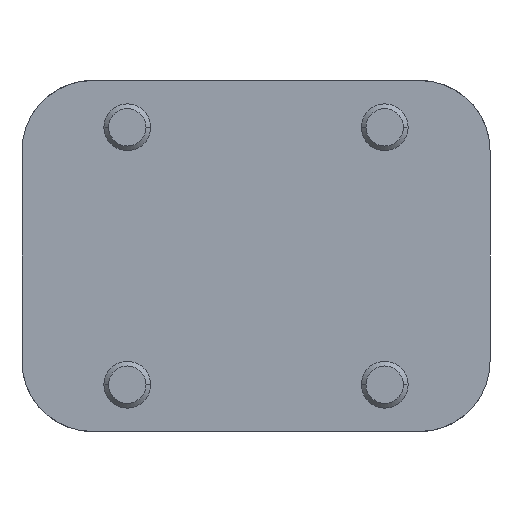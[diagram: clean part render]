
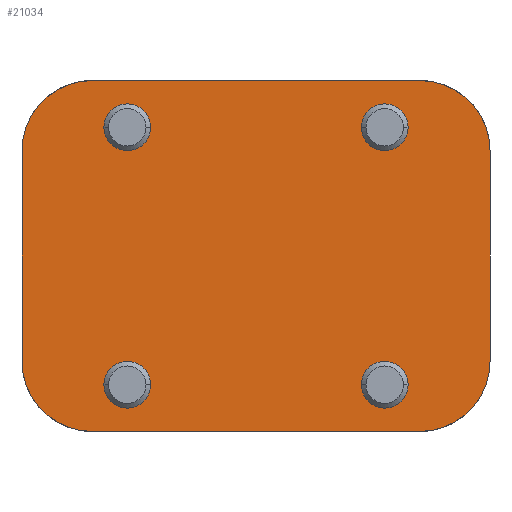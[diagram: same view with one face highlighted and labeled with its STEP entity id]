
A CAD part, front view. The second image highlights one B-rep face of the part: STEP entity #21034.
In plain terms, the highlighted planar face has unit normal (0, -1, 0).
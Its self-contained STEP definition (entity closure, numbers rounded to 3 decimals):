
#131=CARTESIAN_POINT('',(35.,-29.,-22.5));
#132=DIRECTION('',(0.,-1.,0.));
#133=DIRECTION('',(0.,0.,-1.));
#134=AXIS2_PLACEMENT_3D('',#131,#132,#133);
#136=DIRECTION('',(1.,0.,0.));
#137=VECTOR('',#136,70.);
#138=CARTESIAN_POINT('',(-35.,-29.,-37.5));
#139=LINE('',#138,#137);
#140=CARTESIAN_POINT('',(-35.,-29.,-22.5));
#141=DIRECTION('',(0.,-1.,0.));
#142=DIRECTION('',(-1.,0.,0.));
#143=AXIS2_PLACEMENT_3D('',#140,#141,#142);
#145=DIRECTION('',(0.,0.,1.));
#146=VECTOR('',#145,45.);
#147=CARTESIAN_POINT('',(-50.,-29.,-22.5));
#148=LINE('',#147,#146);
#149=CARTESIAN_POINT('',(-35.,-29.,22.5));
#150=DIRECTION('',(0.,-1.,0.));
#151=DIRECTION('',(0.,0.,1.));
#152=AXIS2_PLACEMENT_3D('',#149,#150,#151);
#154=DIRECTION('',(1.,0.,0.));
#155=VECTOR('',#154,70.);
#156=CARTESIAN_POINT('',(-35.,-29.,37.5));
#157=LINE('',#156,#155);
#158=CARTESIAN_POINT('',(35.,-29.,22.5));
#159=DIRECTION('',(0.,-1.,0.));
#160=DIRECTION('',(1.,0.,0.));
#161=AXIS2_PLACEMENT_3D('',#158,#159,#160);
#163=DIRECTION('',(0.,0.,-1.));
#164=VECTOR('',#163,45.);
#165=CARTESIAN_POINT('',(50.,-29.,22.5));
#166=LINE('',#165,#164);
#167=CARTESIAN_POINT('',(27.5,-29.,27.5));
#168=DIRECTION('',(0.,1.,0.));
#169=DIRECTION('',(-1.,0.,0.));
#170=AXIS2_PLACEMENT_3D('',#167,#168,#169);
#172=CARTESIAN_POINT('',(27.5,-29.,27.5));
#173=DIRECTION('',(0.,1.,0.));
#174=DIRECTION('',(1.,0.,0.));
#175=AXIS2_PLACEMENT_3D('',#172,#173,#174);
#177=CARTESIAN_POINT('',(-27.5,-29.,27.5));
#178=DIRECTION('',(0.,-1.,0.));
#179=DIRECTION('',(1.,0.,0.));
#180=AXIS2_PLACEMENT_3D('',#177,#178,#179);
#182=CARTESIAN_POINT('',(-27.5,-29.,27.5));
#183=DIRECTION('',(0.,-1.,0.));
#184=DIRECTION('',(-1.,0.,0.));
#185=AXIS2_PLACEMENT_3D('',#182,#183,#184);
#187=CARTESIAN_POINT('',(27.5,-29.,-27.5));
#188=DIRECTION('',(0.,-1.,0.));
#189=DIRECTION('',(-1.,0.,0.));
#190=AXIS2_PLACEMENT_3D('',#187,#188,#189);
#192=CARTESIAN_POINT('',(27.5,-29.,-27.5));
#193=DIRECTION('',(0.,-1.,0.));
#194=DIRECTION('',(1.,0.,0.));
#195=AXIS2_PLACEMENT_3D('',#192,#193,#194);
#197=CARTESIAN_POINT('',(-27.5,-29.,-27.5));
#198=DIRECTION('',(0.,1.,0.));
#199=DIRECTION('',(1.,0.,0.));
#200=AXIS2_PLACEMENT_3D('',#197,#198,#199);
#202=CARTESIAN_POINT('',(-27.5,-29.,-27.5));
#203=DIRECTION('',(0.,1.,0.));
#204=DIRECTION('',(-1.,0.,0.));
#205=AXIS2_PLACEMENT_3D('',#202,#203,#204);
#17159=CARTESIAN_POINT('',(50.,-29.,-22.5));
#17161=VERTEX_POINT('',#17159);
#17164=CARTESIAN_POINT('',(-50.,-29.,-22.5));
#17166=VERTEX_POINT('',#17164);
#17168=CARTESIAN_POINT('',(50.,-29.,22.5));
#17170=VERTEX_POINT('',#17168);
#17171=CARTESIAN_POINT('',(-50.,-29.,22.5));
#17173=VERTEX_POINT('',#17171);
#17175=CARTESIAN_POINT('',(35.,-29.,-37.5));
#17176=VERTEX_POINT('',#17175);
#17177=CARTESIAN_POINT('',(-35.,-29.,-37.5));
#17178=VERTEX_POINT('',#17177);
#17179=CARTESIAN_POINT('',(35.,-29.,37.5));
#17180=VERTEX_POINT('',#17179);
#17181=CARTESIAN_POINT('',(-35.,-29.,37.5));
#17182=VERTEX_POINT('',#17181);
#17429=CARTESIAN_POINT('',(22.5,-29.,27.5));
#17430=CARTESIAN_POINT('',(32.5,-29.,27.5));
#17431=VERTEX_POINT('',#17429);
#17432=VERTEX_POINT('',#17430);
#17441=CARTESIAN_POINT('',(-22.5,-29.,27.5));
#17442=CARTESIAN_POINT('',(-32.5,-29.,27.5));
#17443=VERTEX_POINT('',#17441);
#17444=VERTEX_POINT('',#17442);
#17453=CARTESIAN_POINT('',(22.5,-29.,-27.5));
#17454=CARTESIAN_POINT('',(32.5,-29.,-27.5));
#17455=VERTEX_POINT('',#17453);
#17456=VERTEX_POINT('',#17454);
#17465=CARTESIAN_POINT('',(-22.5,-29.,-27.5));
#17466=CARTESIAN_POINT('',(-32.5,-29.,-27.5));
#17467=VERTEX_POINT('',#17465);
#17468=VERTEX_POINT('',#17466);
#20989=CARTESIAN_POINT('',(-50.,-29.,0.));
#20990=DIRECTION('',(0.,-1.,0.));
#20991=DIRECTION('',(0.,0.,1.));
#20992=AXIS2_PLACEMENT_3D('',#20989,#20990,#20991);
#20993=PLANE('',#20992);
#20995=ORIENTED_EDGE('',*,*,#20994,.F.);
#20997=ORIENTED_EDGE('',*,*,#20996,.F.);
#20999=ORIENTED_EDGE('',*,*,#20998,.F.);
#21001=ORIENTED_EDGE('',*,*,#21000,.T.);
#21002=ORIENTED_EDGE('',*,*,#20978,.F.);
#21003=ORIENTED_EDGE('',*,*,#20854,.T.);
#21005=ORIENTED_EDGE('',*,*,#21004,.F.);
#21007=ORIENTED_EDGE('',*,*,#21006,.T.);
#21008=EDGE_LOOP('',(#20995,#20997,#20999,#21001,#21002,#21003,#21005,#21007));
#21009=FACE_OUTER_BOUND('',#21008,.F.);
#21011=ORIENTED_EDGE('',*,*,#21010,.F.);
#21013=ORIENTED_EDGE('',*,*,#21012,.F.);
#21014=EDGE_LOOP('',(#21011,#21013));
#21015=FACE_BOUND('',#21014,.F.);
#21017=ORIENTED_EDGE('',*,*,#21016,.T.);
#21019=ORIENTED_EDGE('',*,*,#21018,.T.);
#21020=EDGE_LOOP('',(#21017,#21019));
#21021=FACE_BOUND('',#21020,.F.);
#21023=ORIENTED_EDGE('',*,*,#21022,.T.);
#21025=ORIENTED_EDGE('',*,*,#21024,.T.);
#21026=EDGE_LOOP('',(#21023,#21025));
#21027=FACE_BOUND('',#21026,.F.);
#21029=ORIENTED_EDGE('',*,*,#21028,.F.);
#21031=ORIENTED_EDGE('',*,*,#21030,.F.);
#21032=EDGE_LOOP('',(#21029,#21031));
#21033=FACE_BOUND('',#21032,.F.);
#21034=ADVANCED_FACE('',(#21009,#21015,#21021,#21027,#21033),#20993,.T.);
#135=CIRCLE('',#134,15.);
#144=CIRCLE('',#143,15.);
#153=CIRCLE('',#152,15.);
#162=CIRCLE('',#161,15.);
#171=CIRCLE('',#170,5.);
#176=CIRCLE('',#175,5.);
#181=CIRCLE('',#180,5.);
#186=CIRCLE('',#185,5.);
#191=CIRCLE('',#190,5.);
#196=CIRCLE('',#195,5.);
#201=CIRCLE('',#200,5.);
#206=CIRCLE('',#205,5.);
#20854=EDGE_CURVE('',#17182,#17180,#157,.T.);
#20978=EDGE_CURVE('',#17182,#17173,#153,.T.);
#20994=EDGE_CURVE('',#17176,#17161,#135,.T.);
#20996=EDGE_CURVE('',#17178,#17176,#139,.T.);
#20998=EDGE_CURVE('',#17166,#17178,#144,.T.);
#21000=EDGE_CURVE('',#17166,#17173,#148,.T.);
#21004=EDGE_CURVE('',#17170,#17180,#162,.T.);
#21006=EDGE_CURVE('',#17170,#17161,#166,.T.);
#21010=EDGE_CURVE('',#17431,#17432,#171,.T.);
#21012=EDGE_CURVE('',#17432,#17431,#176,.T.);
#21016=EDGE_CURVE('',#17443,#17444,#181,.T.);
#21018=EDGE_CURVE('',#17444,#17443,#186,.T.);
#21022=EDGE_CURVE('',#17455,#17456,#191,.T.);
#21024=EDGE_CURVE('',#17456,#17455,#196,.T.);
#21028=EDGE_CURVE('',#17467,#17468,#201,.T.);
#21030=EDGE_CURVE('',#17468,#17467,#206,.T.);
